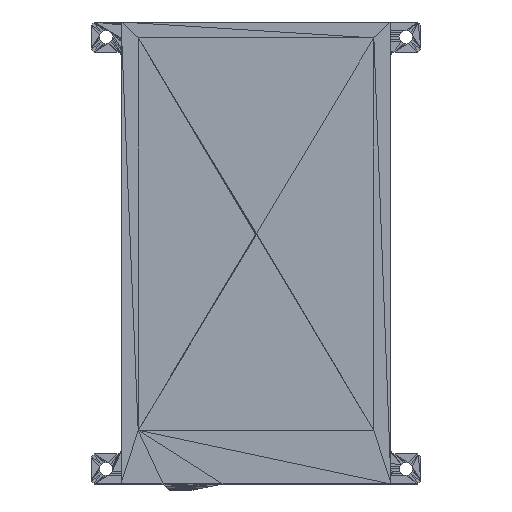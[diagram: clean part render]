
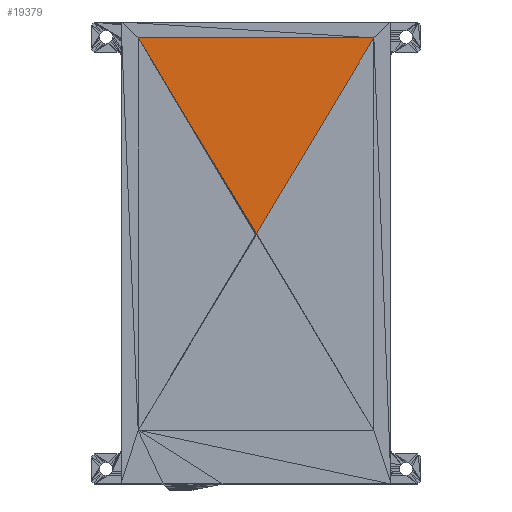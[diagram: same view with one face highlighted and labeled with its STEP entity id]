
A CAD part, top view. The second image highlights one B-rep face of the part: STEP entity #19379.
In plain terms, the highlighted planar face has unit normal (0, 0, 1).
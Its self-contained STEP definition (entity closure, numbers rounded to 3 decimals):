
#18945 = VERTEX_POINT('',#18946);
#18946 = CARTESIAN_POINT('',(7.86,75.35,9.3));
#18968 = VERTEX_POINT('',#18969);
#18969 = CARTESIAN_POINT('',(47.14,75.35,9.3));
#18997 = EDGE_CURVE('',#18945,#18968,#18998,.T.);
#18998 = LINE('',#18999,#19000);
#18999 = CARTESIAN_POINT('',(7.86,75.35,9.3));
#19000 = VECTOR('',#19001,1.);
#19001 = DIRECTION('',(1.,0.,0.));
#19379 = ADVANCED_FACE('',(#19380),#19397,.T.);
#19380 = FACE_BOUND('',#19381,.T.);
#19381 = EDGE_LOOP('',(#19382,#19383,#19391));
#19382 = ORIENTED_EDGE('',*,*,#18997,.F.);
#19383 = ORIENTED_EDGE('',*,*,#19384,.T.);
#19384 = EDGE_CURVE('',#18945,#19385,#19387,.T.);
#19385 = VERTEX_POINT('',#19386);
#19386 = CARTESIAN_POINT('',(27.583,42.706,9.3));
#19387 = LINE('',#19388,#19389);
#19388 = CARTESIAN_POINT('',(7.86,75.35,9.3));
#19389 = VECTOR('',#19390,1.);
#19390 = DIRECTION('',(0.517,-0.856,0.));
#19391 = ORIENTED_EDGE('',*,*,#19392,.F.);
#19392 = EDGE_CURVE('',#18968,#19385,#19393,.T.);
#19393 = LINE('',#19394,#19395);
#19394 = CARTESIAN_POINT('',(47.14,75.35,9.3));
#19395 = VECTOR('',#19396,1.);
#19396 = DIRECTION('',(-0.514,-0.858,0.));
#19397 = PLANE('',#19398);
#19398 = AXIS2_PLACEMENT_3D('',#19399,#19400,#19401);
#19399 = CARTESIAN_POINT('',(47.14,75.35,9.3));
#19400 = DIRECTION('',(0.,0.,1.));
#19401 = DIRECTION('',(1.,0.,-0.));
